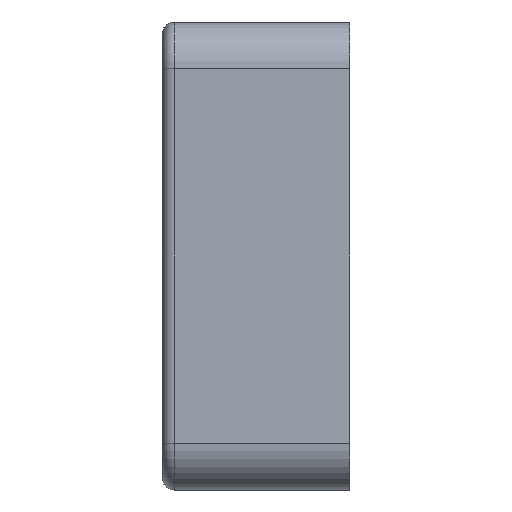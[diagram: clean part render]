
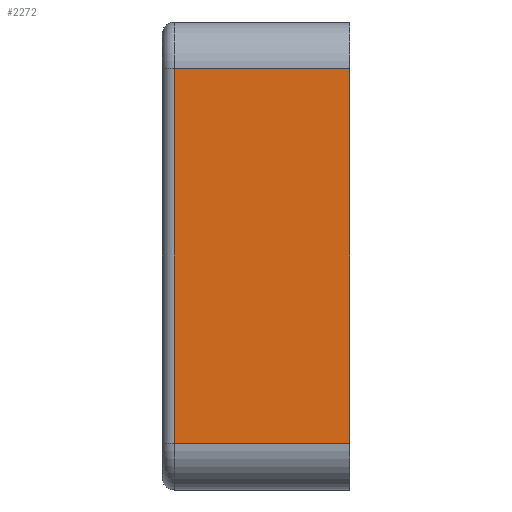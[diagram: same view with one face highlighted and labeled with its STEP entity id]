
A CAD part, left-side view. The second image highlights one B-rep face of the part: STEP entity #2272.
In plain terms, the highlighted planar face has unit normal (-1, 0, 0).
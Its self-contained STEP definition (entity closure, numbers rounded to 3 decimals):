
#402=ORIENTED_EDGE('',*,*,#1066,.F.);
#403=ORIENTED_EDGE('',*,*,#1067,.T.);
#404=ORIENTED_EDGE('',*,*,#1068,.T.);
#405=ORIENTED_EDGE('',*,*,#1069,.T.);
#1066=EDGE_CURVE('',#1388,#1389,#1573,.T.);
#1067=EDGE_CURVE('',#1388,#1390,#1574,.F.);
#1068=EDGE_CURVE('',#1390,#1391,#1575,.T.);
#1069=EDGE_CURVE('',#1391,#1389,#1576,.T.);
#1388=VERTEX_POINT('',#3758);
#1389=VERTEX_POINT('',#3759);
#1390=VERTEX_POINT('',#3761);
#1391=VERTEX_POINT('',#3763);
#1573=LINE('',#3757,#1731);
#1574=LINE('',#3760,#1732);
#1575=LINE('',#3762,#1733);
#1576=LINE('',#3764,#1734);
#1731=VECTOR('',#2850,1000.);
#1732=VECTOR('',#2851,1000.);
#1733=VECTOR('',#2852,1000.);
#1734=VECTOR('',#2853,1000.);
#1867=EDGE_LOOP('',(#402,#403,#404,#405));
#2039=FACE_BOUND('',#1867,.T.);
#2199=PLANE('',#2455);
#2272=ADVANCED_FACE('',(#2039),#2199,.F.);
#2455=AXIS2_PLACEMENT_3D('',#3756,#2848,#2849);
#2848=DIRECTION('',(1.,0.,0.));
#2849=DIRECTION('',(0.,0.,-1.));
#2850=DIRECTION('',(0.,-1.,0.));
#2851=DIRECTION('',(0.,0.,1.));
#2852=DIRECTION('',(0.,-1.,0.));
#2853=DIRECTION('',(0.,0.,1.));
#3756=CARTESIAN_POINT('',(0.,8.,-8.));
#3757=CARTESIAN_POINT('',(0.,8.,8.));
#3758=CARTESIAN_POINT('',(0.,7.5,8.));
#3759=CARTESIAN_POINT('',(0.,0.,8.));
#3760=CARTESIAN_POINT('',(0.,7.5,-8.));
#3761=CARTESIAN_POINT('',(0.,7.5,-8.));
#3762=CARTESIAN_POINT('',(0.,8.,-8.));
#3763=CARTESIAN_POINT('',(0.,0.,-8.));
#3764=CARTESIAN_POINT('',(0.,0.,-8.));
